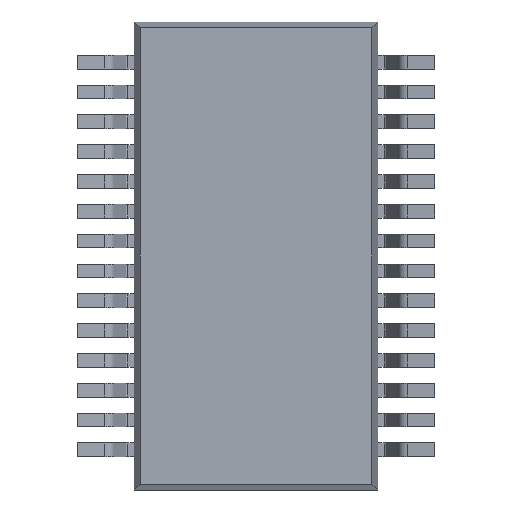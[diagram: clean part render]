
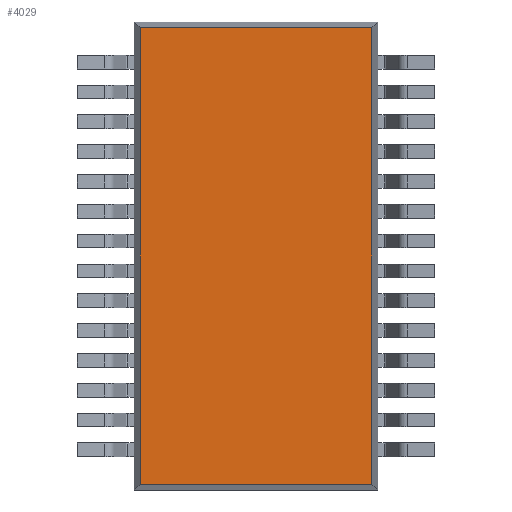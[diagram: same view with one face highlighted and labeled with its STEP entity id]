
A CAD part, front view. The second image highlights one B-rep face of the part: STEP entity #4029.
In plain terms, the highlighted planar face has unit normal (0, -1, 0).
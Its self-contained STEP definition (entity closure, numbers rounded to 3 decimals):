
#340 = LINE ( 'NONE', #11143, #4513 ) ;
#508 = AXIS2_PLACEMENT_3D ( 'NONE', #2831, #10531, #645 ) ;
#623 = DIRECTION ( 'NONE',  ( -1., 0., 0. ) ) ;
#645 = DIRECTION ( 'NONE',  ( 0., 0., -1. ) ) ;
#1792 = PLANE ( 'NONE',  #508 ) ;
#2831 = CARTESIAN_POINT ( 'NONE',  ( 0., 0.05, 0. ) ) ;
#2928 = VECTOR ( 'NONE', #4681, 1000. ) ;
#3199 = ORIENTED_EDGE ( 'NONE', *, *, #4407, .T. ) ;
#3308 = ORIENTED_EDGE ( 'NONE', *, *, #6110, .T. ) ;
#3941 = VECTOR ( 'NONE', #5481, 1000. ) ;
#3976 = CARTESIAN_POINT ( 'NONE',  ( 2.525, 0.05, -4.975 ) ) ;
#4029 = ADVANCED_FACE ( 'NONE', ( #12405 ), #1792, .T. ) ;
#4407 = EDGE_CURVE ( 'NONE', #8327, #8607, #4629, .T. ) ;
#4467 = CARTESIAN_POINT ( 'NONE',  ( -2.525, 0.05, -4.975 ) ) ;
#4504 = CARTESIAN_POINT ( 'NONE',  ( -2.525, 0.05, 5.1 ) ) ;
#4513 = VECTOR ( 'NONE', #8306, 1000. ) ;
#4617 = LINE ( 'NONE', #8564, #2928 ) ;
#4629 = LINE ( 'NONE', #5478, #10623 ) ;
#4630 = ORIENTED_EDGE ( 'NONE', *, *, #7674, .T. ) ;
#4681 = DIRECTION ( 'NONE',  ( 1., 0., 0. ) ) ;
#5444 = EDGE_CURVE ( 'NONE', #8607, #9825, #10203, .T. ) ;
#5478 = CARTESIAN_POINT ( 'NONE',  ( 2.65, 0.05, 4.975 ) ) ;
#5481 = DIRECTION ( 'NONE',  ( 0., 0., -1. ) ) ;
#6110 = EDGE_CURVE ( 'NONE', #9825, #9711, #4617, .T. ) ;
#6146 = ORIENTED_EDGE ( 'NONE', *, *, #5444, .T. ) ;
#7530 = CARTESIAN_POINT ( 'NONE',  ( 2.525, 0.05, 4.975 ) ) ;
#7674 = EDGE_CURVE ( 'NONE', #9711, #8327, #340, .T. ) ;
#8113 = EDGE_LOOP ( 'NONE', ( #3308, #4630, #3199, #6146 ) ) ;
#8306 = DIRECTION ( 'NONE',  ( 0., 0., 1. ) ) ;
#8327 = VERTEX_POINT ( 'NONE', #7530 ) ;
#8564 = CARTESIAN_POINT ( 'NONE',  ( -2.65, 0.05, -4.975 ) ) ;
#8607 = VERTEX_POINT ( 'NONE', #11271 ) ;
#9711 = VERTEX_POINT ( 'NONE', #3976 ) ;
#9825 = VERTEX_POINT ( 'NONE', #4467 ) ;
#10203 = LINE ( 'NONE', #4504, #3941 ) ;
#10531 = DIRECTION ( 'NONE',  ( 0., -1., 0. ) ) ;
#10623 = VECTOR ( 'NONE', #623, 1000. ) ;
#11143 = CARTESIAN_POINT ( 'NONE',  ( 2.525, 0.05, -5.1 ) ) ;
#11271 = CARTESIAN_POINT ( 'NONE',  ( -2.525, 0.05, 4.975 ) ) ;
#12405 = FACE_OUTER_BOUND ( 'NONE', #8113, .T. ) ;
